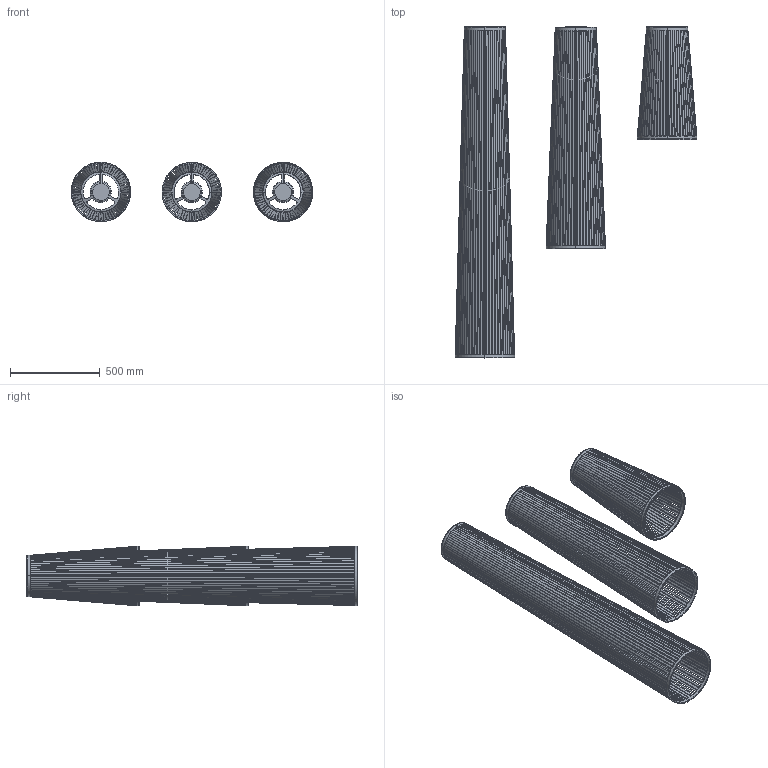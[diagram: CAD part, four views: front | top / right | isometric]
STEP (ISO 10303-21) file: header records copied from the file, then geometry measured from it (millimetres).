
FILE_DESCRIPTION (( 'STEP AP214' ), '1' );
FILE_NAME ('Solis Flush - All Sizes - with bulbs.STEP', '2025-06-20T20:01:45', ( '' ), ( '' ), 'SwSTEP 2.0', 'SolidWorks 2019', '' );
FILE_SCHEMA (( 'AUTOMOTIVE_DESIGN' ));
Length unit declared in the file: inch
Products named in the file (4): Solis Flush - Lamp Sizes; PAR 30; Flush Canopy; Solis Flush - All Sizes - with bulbs
Assembly tree (7 placements, depth 2):
  Solis Flush - All Sizes - with bulbs
    Solis Flush - Lamp Sizes
    Flush Canopy  x3
    PAR 30  x3
Bounding box: 1346.72 x 1849.79 x 331.89 mm (x, y, z)
Volume: 250408.5 mm3; surface area: 5733617.6 mm2
Topology: 33 solids, 48 shells, 3688 faces, 9434 edges, 6116 vertices
Faces by surface type: plane 3080, cylinder 300, bspline 176, torus 66, cone 54, sphere 12
Entity records: 89781 total; most frequent: CARTESIAN_POINT 38929, ORIENTED_EDGE 8697, DIRECTION 6002, EDGE_CURVE 4640, VERTEX_POINT 2992, AXIS2_PLACEMENT_3D 2175, EDGE_LOOP 2121, VECTOR 1652
